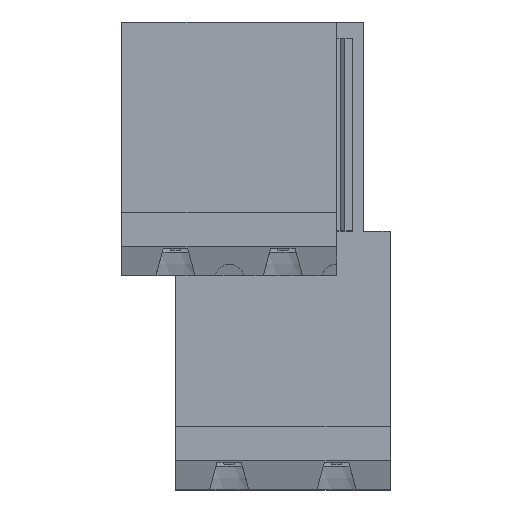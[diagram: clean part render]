
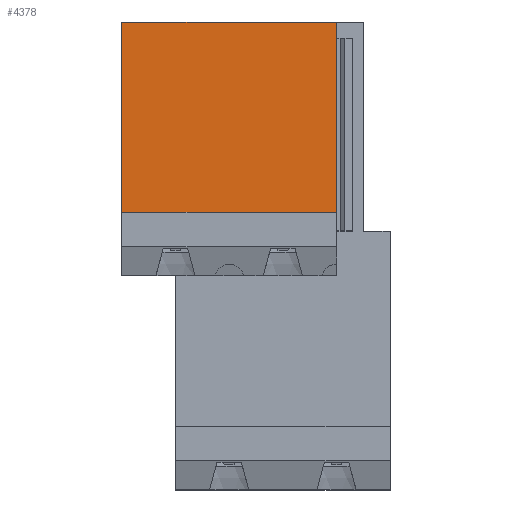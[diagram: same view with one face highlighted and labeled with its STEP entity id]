
A CAD part, top view. The second image highlights one B-rep face of the part: STEP entity #4378.
In plain terms, the highlighted face is planar.
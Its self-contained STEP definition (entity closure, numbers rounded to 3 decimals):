
#249=FACE_OUTER_BOUND('',#505,.T.);
#505=EDGE_LOOP('',(#3046,#3047,#3048,#3049));
#702=LINE('',#6185,#1197);
#844=LINE('',#6541,#1339);
#902=LINE('',#6680,#1397);
#903=LINE('',#6681,#1398);
#1197=VECTOR('',#4958,1.);
#1339=VECTOR('',#5286,1.);
#1397=VECTOR('',#5426,1.);
#1398=VECTOR('',#5427,1.);
#1691=VERTEX_POINT('',#6182);
#1692=VERTEX_POINT('',#6184);
#1813=VERTEX_POINT('',#6539);
#1853=VERTEX_POINT('',#6679);
#2053=EDGE_CURVE('',#1692,#1691,#702,.T.);
#2231=EDGE_CURVE('',#1691,#1813,#844,.T.);
#2298=EDGE_CURVE('',#1853,#1692,#902,.T.);
#2299=EDGE_CURVE('',#1853,#1813,#903,.T.);
#3046=ORIENTED_EDGE('',*,*,#2298,.T.);
#3047=ORIENTED_EDGE('',*,*,#2053,.T.);
#3048=ORIENTED_EDGE('',*,*,#2231,.T.);
#3049=ORIENTED_EDGE('',*,*,#2299,.F.);
#3887=PLANE('',#4690);
#4378=ADVANCED_FACE('',(#249),#3887,.T.);
#4690=AXIS2_PLACEMENT_3D('',#6678,#5424,#5425);
#4958=DIRECTION('',(1.,0.,0.));
#5286=DIRECTION('',(0.,0.,-1.));
#5424=DIRECTION('center_axis',(0.,1.,0.));
#5425=DIRECTION('ref_axis',(1.,0.,0.));
#5426=DIRECTION('',(0.,0.,1.));
#5427=DIRECTION('',(1.,0.,0.));
#6182=CARTESIAN_POINT('',(-119.505,68.184,2.54));
#6184=CARTESIAN_POINT('',(-128.505,68.184,2.54));
#6185=CARTESIAN_POINT('',(0.16,68.184,2.54));
#6539=CARTESIAN_POINT('',(-119.505,68.184,-7.62));
#6541=CARTESIAN_POINT('',(-119.505,68.184,-0.12));
#6678=CARTESIAN_POINT('Origin',(-119.505,68.184,-0.08));
#6679=CARTESIAN_POINT('',(-128.505,68.184,-7.62));
#6680=CARTESIAN_POINT('',(-128.505,68.184,-0.12));
#6681=CARTESIAN_POINT('',(0.16,68.184,-7.62));
